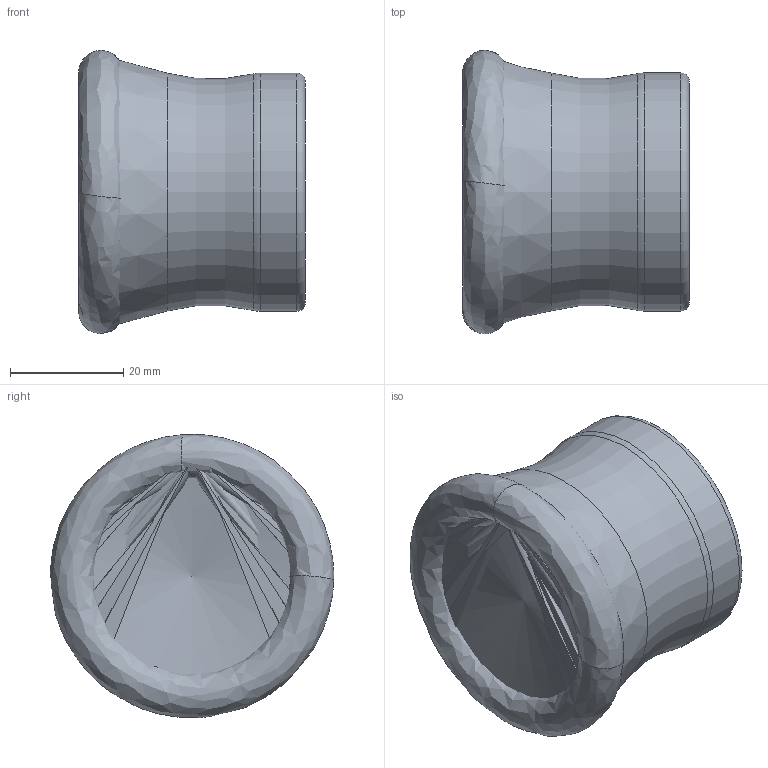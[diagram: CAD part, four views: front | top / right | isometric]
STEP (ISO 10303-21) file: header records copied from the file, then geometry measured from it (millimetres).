
FILE_DESCRIPTION(/* description */ (''),/* implementation_level */ '2;1');
FILE_NAME(/* name */ 'model1.stp',/* time_stamp */ '2023-11-03T09:40:59+03:00',/* author */ (''),/* organization */ (''),/* preprocessor_version */ 'ST-DEVELOPER v19.4',/* originating_system */ 'SIEMENS PLM Software NX2306.3001',/* authorisation */ '');
FILE_SCHEMA (('AUTOMOTIVE_DESIGN { 1 0 10303 214 3 1 1 1 }'));
Length unit declared in the file: millimetre
Products named in the file (1): model1_objects
Bounding box: 40 x 49.98 x 49.95 mm (x, y, z)
Volume: 78509.1 mm3; surface area: 25096.4 mm2
Topology: 2 solids, 2 shells, 10 faces, 25 edges, 16 vertices
Faces by surface type: torus 3, bspline 2, cone 2, cylinder 1, plane 1, revolution 1
Full cylindrical faces by diameter (mm): 42 x1
Entity records: 423 total; most frequent: CARTESIAN_POINT 165, DIRECTION 35, FACE_BOUND 18, EDGE_LOOP 18, ORIENTED_EDGE 18, AXIS2_PLACEMENT_3D 17, PRESENTATION_STYLE_ASSIGNMENT 10, SURFACE_STYLE_USAGE 10
